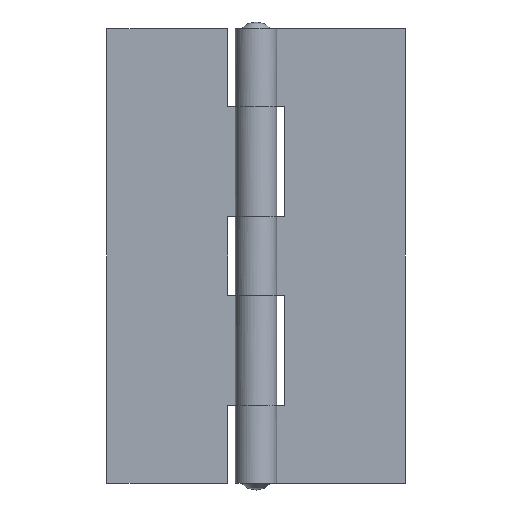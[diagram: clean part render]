
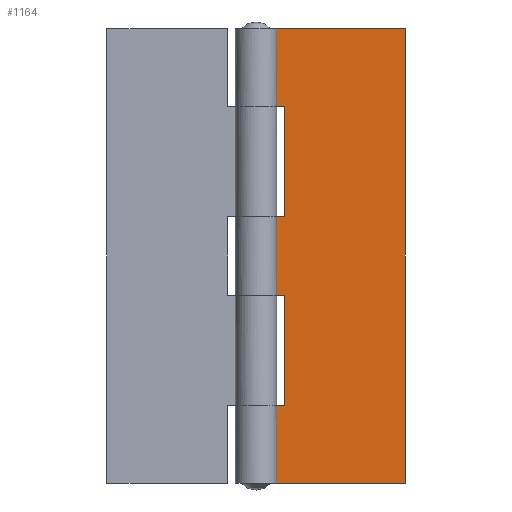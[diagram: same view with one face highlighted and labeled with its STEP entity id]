
A CAD part, front view. The second image highlights one B-rep face of the part: STEP entity #1164.
In plain terms, the highlighted free-form (B-spline) face has degree [1, 1] with [2, 2] control points.
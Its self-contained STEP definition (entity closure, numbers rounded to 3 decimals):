
#794=CARTESIAN_POINT('',(0.0,1.7,11.0));
#795=VERTEX_POINT('',#794);
#832=CARTESIAN_POINT('',(0.0,1.7,0.0));
#833=VERTEX_POINT('',#832);
#861=CARTESIAN_POINT('',(0.0,1.7,11.0));
#862=CARTESIAN_POINT('',(0.0,1.7,0.0));
#863=QUASI_UNIFORM_CURVE('',1,(#861,#862),.UNSPECIFIED.,.F.,.U.);
#864=EDGE_CURVE('',#795,#833,#863,.T.);
#927=CARTESIAN_POINT('',(0.0,1.7,53.0));
#928=VERTEX_POINT('',#927);
#958=CARTESIAN_POINT('',(0.0,1.7,64.0));
#959=VERTEX_POINT('',#958);
#960=CARTESIAN_POINT('',(0.0,1.7,64.0));
#961=CARTESIAN_POINT('',(0.0,1.7,53.0));
#962=QUASI_UNIFORM_CURVE('',1,(#960,#961),.UNSPECIFIED.,.F.,.U.);
#963=EDGE_CURVE('',#959,#928,#962,.T.);
#1021=CARTESIAN_POINT('',(0.0,1.7,37.5));
#1022=VERTEX_POINT('',#1021);
#1058=CARTESIAN_POINT('',(0.0,1.7,26.5));
#1059=VERTEX_POINT('',#1058);
#1089=CARTESIAN_POINT('',(0.0,1.7,37.5));
#1090=CARTESIAN_POINT('',(0.0,1.7,26.5));
#1091=QUASI_UNIFORM_CURVE('',1,(#1089,#1090),.UNSPECIFIED.,.F.,.U.);
#1092=EDGE_CURVE('',#1022,#1059,#1091,.T.);
#1097=CARTESIAN_POINT('',(-1.049,1.7,67.197));
#1098=CARTESIAN_POINT('',(-1.049,1.7,-3.197));
#1099=CARTESIAN_POINT('',(22.049,1.7,67.197));
#1100=CARTESIAN_POINT('',(22.049,1.7,-3.197));
#1101=B_SPLINE_SURFACE_WITH_KNOTS('',1,1,((#1097,#1099),(#1098,#1100)),.UNSPECIFIED.,.F.,.F.,.U.,(2,2),(2,2),(0.0,70.394),(0.0,23.098),.UNSPECIFIED.);
#1102=CARTESIAN_POINT('',(4.0,1.7,53.0));
#1103=VERTEX_POINT('',#1102);
#1104=CARTESIAN_POINT('',(4.0,1.7,37.5));
#1105=VERTEX_POINT('',#1104);
#1106=CARTESIAN_POINT('',(4.0,1.7,53.0));
#1107=CARTESIAN_POINT('',(4.0,1.7,37.5));
#1108=QUASI_UNIFORM_CURVE('',1,(#1106,#1107),.UNSPECIFIED.,.F.,.U.);
#1109=EDGE_CURVE('',#1103,#1105,#1108,.T.);
#1110=ORIENTED_EDGE('',*,*,#1109,.T.);
#1111=CARTESIAN_POINT('',(4.0,1.7,37.5));
#1112=CARTESIAN_POINT('',(0.0,1.7,37.5));
#1113=QUASI_UNIFORM_CURVE('',1,(#1111,#1112),.UNSPECIFIED.,.F.,.U.);
#1114=EDGE_CURVE('',#1105,#1022,#1113,.T.);
#1115=ORIENTED_EDGE('',*,*,#1114,.T.);
#1116=ORIENTED_EDGE('',*,*,#1092,.T.);
#1117=CARTESIAN_POINT('',(4.0,1.7,26.5));
#1118=VERTEX_POINT('',#1117);
#1119=CARTESIAN_POINT('',(0.0,1.7,26.5));
#1120=CARTESIAN_POINT('',(4.0,1.7,26.5));
#1121=QUASI_UNIFORM_CURVE('',1,(#1119,#1120),.UNSPECIFIED.,.F.,.U.);
#1122=EDGE_CURVE('',#1059,#1118,#1121,.T.);
#1123=ORIENTED_EDGE('',*,*,#1122,.T.);
#1124=CARTESIAN_POINT('',(4.0,1.7,11.0));
#1125=VERTEX_POINT('',#1124);
#1126=CARTESIAN_POINT('',(4.0,1.7,26.5));
#1127=CARTESIAN_POINT('',(4.0,1.7,11.0));
#1128=QUASI_UNIFORM_CURVE('',1,(#1126,#1127),.UNSPECIFIED.,.F.,.U.);
#1129=EDGE_CURVE('',#1118,#1125,#1128,.T.);
#1130=ORIENTED_EDGE('',*,*,#1129,.T.);
#1131=CARTESIAN_POINT('',(4.0,1.7,11.0));
#1132=CARTESIAN_POINT('',(0.0,1.7,11.0));
#1133=QUASI_UNIFORM_CURVE('',1,(#1131,#1132),.UNSPECIFIED.,.F.,.U.);
#1134=EDGE_CURVE('',#1125,#795,#1133,.T.);
#1135=ORIENTED_EDGE('',*,*,#1134,.T.);
#1136=ORIENTED_EDGE('',*,*,#864,.T.);
#1137=CARTESIAN_POINT('',(21.0,1.7,0.0));
#1138=VERTEX_POINT('',#1137);
#1139=CARTESIAN_POINT('',(21.0,1.7,0.0));
#1140=CARTESIAN_POINT('',(0.0,1.7,0.0));
#1141=QUASI_UNIFORM_CURVE('',1,(#1139,#1140),.UNSPECIFIED.,.F.,.U.);
#1142=EDGE_CURVE('',#1138,#833,#1141,.T.);
#1143=ORIENTED_EDGE('',*,*,#1142,.F.);
#1144=CARTESIAN_POINT('',(21.0,1.7,64.0));
#1145=VERTEX_POINT('',#1144);
#1146=CARTESIAN_POINT('',(21.0,1.7,64.0));
#1147=CARTESIAN_POINT('',(21.0,1.7,0.0));
#1148=QUASI_UNIFORM_CURVE('',1,(#1146,#1147),.UNSPECIFIED.,.F.,.U.);
#1149=EDGE_CURVE('',#1145,#1138,#1148,.T.);
#1150=ORIENTED_EDGE('',*,*,#1149,.F.);
#1151=CARTESIAN_POINT('',(21.0,1.7,64.0));
#1152=CARTESIAN_POINT('',(0.0,1.7,64.0));
#1153=QUASI_UNIFORM_CURVE('',1,(#1151,#1152),.UNSPECIFIED.,.F.,.U.);
#1154=EDGE_CURVE('',#1145,#959,#1153,.T.);
#1155=ORIENTED_EDGE('',*,*,#1154,.T.);
#1156=ORIENTED_EDGE('',*,*,#963,.T.);
#1157=CARTESIAN_POINT('',(0.0,1.7,53.0));
#1158=CARTESIAN_POINT('',(4.0,1.7,53.0));
#1159=QUASI_UNIFORM_CURVE('',1,(#1157,#1158),.UNSPECIFIED.,.F.,.U.);
#1160=EDGE_CURVE('',#928,#1103,#1159,.T.);
#1161=ORIENTED_EDGE('',*,*,#1160,.T.);
#1162=EDGE_LOOP('',(#1110,#1115,#1116,#1123,#1130,#1135,#1136,#1143,#1150,#1155,#1156,#1161));
#1163=FACE_OUTER_BOUND('',#1162,.T.);
#1164=ADVANCED_FACE('',(#1163),#1101,.T.);
